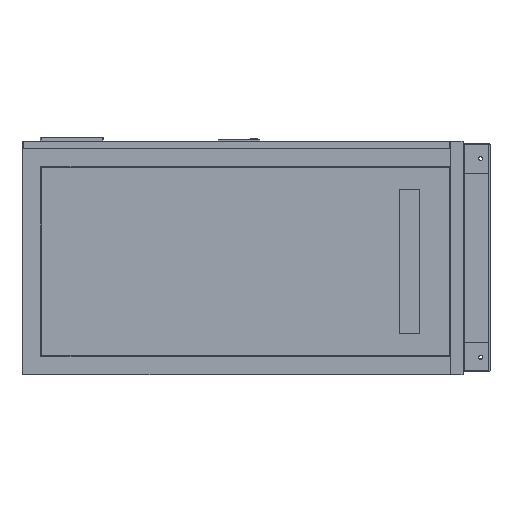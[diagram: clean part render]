
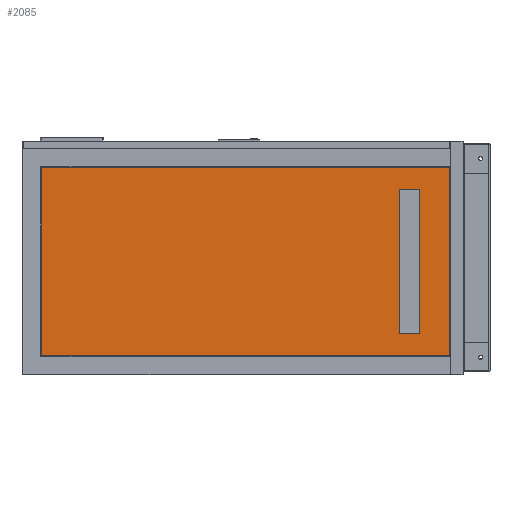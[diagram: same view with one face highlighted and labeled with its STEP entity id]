
A CAD part, left-side view. The second image highlights one B-rep face of the part: STEP entity #2085.
In plain terms, the highlighted planar face has unit normal (-1, 0, 0).
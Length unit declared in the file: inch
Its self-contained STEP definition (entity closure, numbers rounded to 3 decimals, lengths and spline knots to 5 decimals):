
#39 = DIRECTION ( 'NONE',  ( 0., 1., 0. ) ) ;
#208 = VECTOR ( 'NONE', #6356, 39.37008 ) ;
#251 = VECTOR ( 'NONE', #2299, 39.37008 ) ;
#490 = ORIENTED_EDGE ( 'NONE', *, *, #2309, .F. ) ;
#572 = CARTESIAN_POINT ( 'NONE',  ( -16.83071, 0.07874, 12.71654 ) ) ;
#785 = CARTESIAN_POINT ( 'NONE',  ( -16.83071, 55.11811, -12.71654 ) ) ;
#1100 = CARTESIAN_POINT ( 'NONE',  ( -16.83071, 57.6378, 15.23622 ) ) ;
#1134 = PLANE ( 'NONE',  #1745 ) ;
#1175 = VERTEX_POINT ( 'NONE', #10281 ) ;
#1332 = VECTOR ( 'NONE', #5298, 39.37008 ) ;
#1583 = LINE ( 'NONE', #3771, #9889 ) ;
#1745 = AXIS2_PLACEMENT_3D ( 'NONE', #1100, #6646, #5901 ) ;
#1751 = CARTESIAN_POINT ( 'NONE',  ( -16.83071, 4.13386, -9.73425 ) ) ;
#2044 = CARTESIAN_POINT ( 'NONE',  ( -16.83071, 0.07874, -12.71654 ) ) ;
#2085 = ADVANCED_FACE ( 'NONE', ( #2470, #10145 ), #1134, .F. ) ;
#2299 = DIRECTION ( 'NONE',  ( 0., 1., 0. ) ) ;
#2309 = EDGE_CURVE ( 'NONE', #3790, #8129, #3086, .T. ) ;
#2329 = LINE ( 'NONE', #8010, #208 ) ;
#2448 = CARTESIAN_POINT ( 'NONE',  ( -16.83071, 6.88976, -9.73425 ) ) ;
#2470 = FACE_OUTER_BOUND ( 'NONE', #10311, .T. ) ;
#2708 = LINE ( 'NONE', #7552, #8633 ) ;
#3086 = LINE ( 'NONE', #6018, #1332 ) ;
#3113 = CARTESIAN_POINT ( 'NONE',  ( -16.83071, 4.13386, 9.73425 ) ) ;
#3147 = DIRECTION ( 'NONE',  ( 0., 0., -1. ) ) ;
#3197 = LINE ( 'NONE', #3113, #7722 ) ;
#3771 = CARTESIAN_POINT ( 'NONE',  ( -16.83071, 0.07874, 12.71654 ) ) ;
#3790 = VERTEX_POINT ( 'NONE', #7665 ) ;
#3815 = ORIENTED_EDGE ( 'NONE', *, *, #9112, .F. ) ;
#3858 = VERTEX_POINT ( 'NONE', #6832 ) ;
#3873 = VECTOR ( 'NONE', #39, 39.37008 ) ;
#4167 = EDGE_CURVE ( 'NONE', #1175, #3858, #2329, .T. ) ;
#4611 = ORIENTED_EDGE ( 'NONE', *, *, #10221, .F. ) ;
#4791 = ORIENTED_EDGE ( 'NONE', *, *, #10374, .T. ) ;
#5023 = CARTESIAN_POINT ( 'NONE',  ( -16.83071, 55.11811, 12.71654 ) ) ;
#5298 = DIRECTION ( 'NONE',  ( 0., -1., 0. ) ) ;
#5392 = ORIENTED_EDGE ( 'NONE', *, *, #4167, .T. ) ;
#5842 = VERTEX_POINT ( 'NONE', #2044 ) ;
#5901 = DIRECTION ( 'NONE',  ( 0., 0., -1. ) ) ;
#5904 = ORIENTED_EDGE ( 'NONE', *, *, #6817, .T. ) ;
#5906 = DIRECTION ( 'NONE',  ( 0., 0., 1. ) ) ;
#5935 = DIRECTION ( 'NONE',  ( 0., -1., 0. ) ) ;
#6018 = CARTESIAN_POINT ( 'NONE',  ( -16.83071, 55.11811, 12.71654 ) ) ;
#6180 = DIRECTION ( 'NONE',  ( 0., 0., -1. ) ) ;
#6356 = DIRECTION ( 'NONE',  ( 0., 0., 1. ) ) ;
#6646 = DIRECTION ( 'NONE',  ( 1., 0., 0. ) ) ;
#6694 = VERTEX_POINT ( 'NONE', #785 ) ;
#6817 = EDGE_CURVE ( 'NONE', #3858, #10316, #2708, .T. ) ;
#6832 = CARTESIAN_POINT ( 'NONE',  ( -16.83071, 6.88976, 9.73425 ) ) ;
#7069 = EDGE_CURVE ( 'NONE', #8129, #5842, #1583, .T. ) ;
#7179 = EDGE_CURVE ( 'NONE', #10316, #8940, #3197, .T. ) ;
#7552 = CARTESIAN_POINT ( 'NONE',  ( -16.83071, 6.88976, 9.73425 ) ) ;
#7665 = CARTESIAN_POINT ( 'NONE',  ( -16.83071, 55.11811, 12.71654 ) ) ;
#7669 = ORIENTED_EDGE ( 'NONE', *, *, #7069, .F. ) ;
#7722 = VECTOR ( 'NONE', #3147, 39.37008 ) ;
#7858 = ORIENTED_EDGE ( 'NONE', *, *, #7179, .T. ) ;
#8010 = CARTESIAN_POINT ( 'NONE',  ( -16.83071, 6.88976, 9.73425 ) ) ;
#8033 = CARTESIAN_POINT ( 'NONE',  ( -16.83071, 55.11811, -12.71654 ) ) ;
#8129 = VERTEX_POINT ( 'NONE', #572 ) ;
#8329 = VECTOR ( 'NONE', #5906, 39.37008 ) ;
#8540 = EDGE_LOOP ( 'NONE', ( #5904, #7858, #4791, #5392 ) ) ;
#8633 = VECTOR ( 'NONE', #5935, 39.37008 ) ;
#8940 = VERTEX_POINT ( 'NONE', #1751 ) ;
#9112 = EDGE_CURVE ( 'NONE', #6694, #3790, #9838, .T. ) ;
#9300 = LINE ( 'NONE', #2448, #251 ) ;
#9520 = CARTESIAN_POINT ( 'NONE',  ( -16.83071, 4.13386, 9.73425 ) ) ;
#9560 = LINE ( 'NONE', #8033, #3873 ) ;
#9838 = LINE ( 'NONE', #5023, #8329 ) ;
#9889 = VECTOR ( 'NONE', #6180, 39.37008 ) ;
#10145 = FACE_BOUND ( 'NONE', #8540, .T. ) ;
#10221 = EDGE_CURVE ( 'NONE', #5842, #6694, #9560, .T. ) ;
#10281 = CARTESIAN_POINT ( 'NONE',  ( -16.83071, 6.88976, -9.73425 ) ) ;
#10311 = EDGE_LOOP ( 'NONE', ( #490, #3815, #4611, #7669 ) ) ;
#10316 = VERTEX_POINT ( 'NONE', #9520 ) ;
#10374 = EDGE_CURVE ( 'NONE', #8940, #1175, #9300, .T. ) ;
